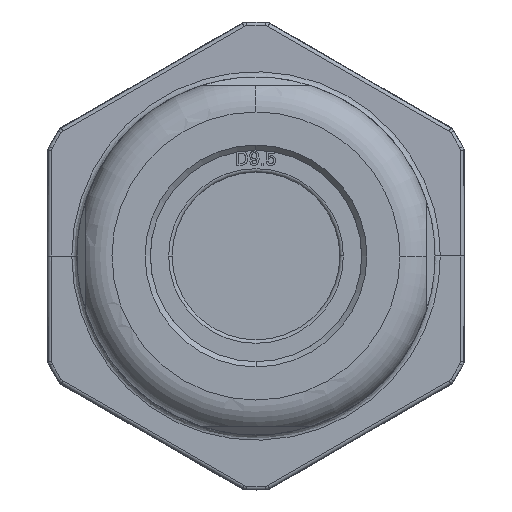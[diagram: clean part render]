
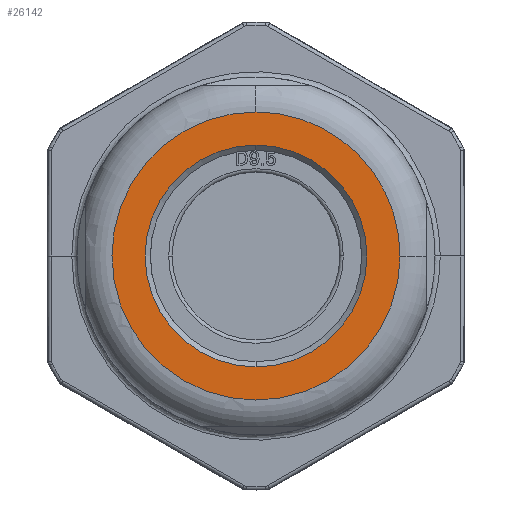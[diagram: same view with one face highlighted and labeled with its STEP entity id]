
A CAD part, front view. The second image highlights one B-rep face of the part: STEP entity #26142.
In plain terms, the highlighted planar face has unit normal (0, -1, 0).
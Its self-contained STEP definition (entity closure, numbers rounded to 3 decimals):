
#5868=CARTESIAN_POINT('',(0.,-38.55,0.));
#5869=DIRECTION('',(0.,-1.,0.));
#5870=DIRECTION('',(0.,0.,1.));
#5871=AXIS2_PLACEMENT_3D('',#5868,#5869,#5870);
#5949=CARTESIAN_POINT('',(0.,-38.55,0.));
#5950=DIRECTION('',(0.,-1.,0.));
#5951=DIRECTION('',(1.,0.,-0.005));
#5952=AXIS2_PLACEMENT_3D('',#5949,#5950,#5951);
#5954=CARTESIAN_POINT('',(0.,-38.55,0.));
#5955=DIRECTION('',(0.,1.,0.));
#5956=DIRECTION('',(0.,0.,-1.));
#5957=AXIS2_PLACEMENT_3D('',#5954,#5955,#5956);
#5959=CARTESIAN_POINT('',(0.,-38.55,0.));
#5960=DIRECTION('',(0.,1.,0.));
#5961=DIRECTION('',(0.,0.,1.));
#5962=AXIS2_PLACEMENT_3D('',#5959,#5960,#5961);
#16139=CARTESIAN_POINT('',(8.25,-38.55,-0.044));
#16141=VERTEX_POINT('',#16139);
#16147=CARTESIAN_POINT('',(0.,-38.55,8.25));
#16149=VERTEX_POINT('',#16147);
#16150=CARTESIAN_POINT('',(0.,-38.55,6.35));
#16151=CARTESIAN_POINT('',(0.,-38.55,-6.35));
#16152=VERTEX_POINT('',#16150);
#16153=VERTEX_POINT('',#16151);
#26127=CARTESIAN_POINT('',(0.,-38.55,0.));
#26128=DIRECTION('',(0.,-1.,0.));
#26129=DIRECTION('',(-1.,0.,0.));
#26130=AXIS2_PLACEMENT_3D('',#26127,#26128,#26129);
#26131=PLANE('',#26130);
#26132=ORIENTED_EDGE('',*,*,#26117,.F.);
#26133=ORIENTED_EDGE('',*,*,#26095,.F.);
#26134=EDGE_LOOP('',(#26132,#26133));
#26135=FACE_OUTER_BOUND('',#26134,.F.);
#26137=ORIENTED_EDGE('',*,*,#26136,.F.);
#26139=ORIENTED_EDGE('',*,*,#26138,.F.);
#26140=EDGE_LOOP('',(#26137,#26139));
#26141=FACE_BOUND('',#26140,.F.);
#26142=ADVANCED_FACE('',(#26135,#26141),#26131,.T.);
#5872=CIRCLE('',#5871,8.25);
#5953=CIRCLE('',#5952,8.25);
#5958=CIRCLE('',#5957,6.35);
#5963=CIRCLE('',#5962,6.35);
#26095=EDGE_CURVE('',#16149,#16141,#5872,.T.);
#26117=EDGE_CURVE('',#16141,#16149,#5953,.T.);
#26136=EDGE_CURVE('',#16153,#16152,#5958,.T.);
#26138=EDGE_CURVE('',#16152,#16153,#5963,.T.);
